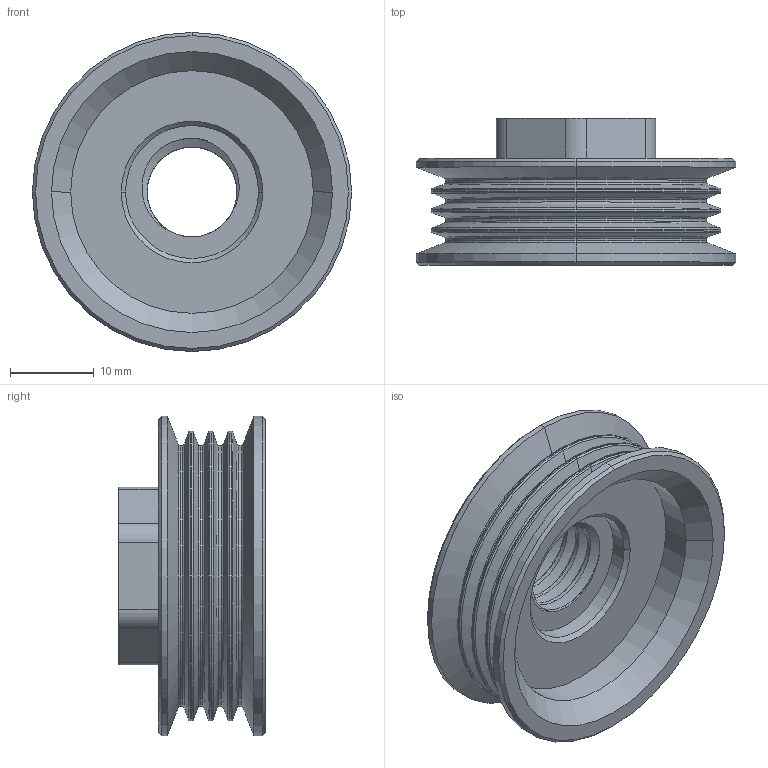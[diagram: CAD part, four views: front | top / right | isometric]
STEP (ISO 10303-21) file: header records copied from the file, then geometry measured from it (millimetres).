
FILE_DESCRIPTION (( 'STEP AP214' ), '1' );
FILE_NAME ('Weapon End Pully Single Peice MicroV_Updated.STEP', '2024-03-18T17:02:45', ( '' ), ( '' ), 'SwSTEP 2.0', 'SolidWorks 2023', '' );
FILE_SCHEMA (( 'AUTOMOTIVE_DESIGN' ));
Length unit declared in the file: inch
Products named in the file (1): Weapon End Pully Single Peice MicroV_Updated
Bounding box: 38.1 x 17.53 x 38.1 mm (x, y, z)
Volume: 6698.5 mm3; surface area: 6436.6 mm2
Topology: 1 solids, 1 shells, 164 faces, 376 edges, 211 vertices
Faces by surface type: cylinder 69, torus 35, cone 24, plane 20, sphere 13, bspline 3
Entity records: 7216 total; most frequent: CARTESIAN_POINT 3504, DIRECTION 861, ORIENTED_EDGE 732, EDGE_CURVE 366, AXIS2_PLACEMENT_3D 362, VERTEX_POINT 207, CIRCLE 200, EDGE_LOOP 169
